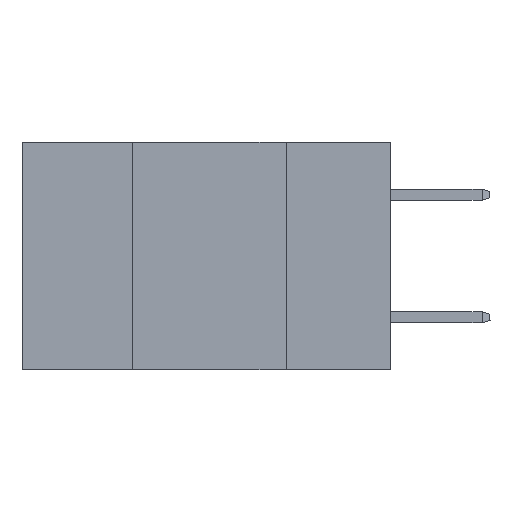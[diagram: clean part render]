
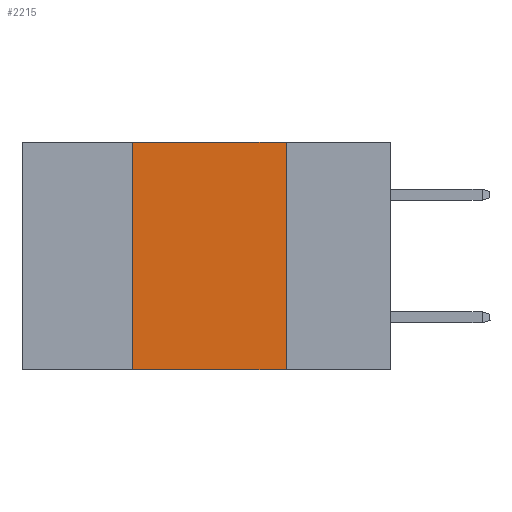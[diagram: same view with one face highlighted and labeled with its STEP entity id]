
A CAD part, left-side view. The second image highlights one B-rep face of the part: STEP entity #2215.
In plain terms, the highlighted planar face has unit normal (-1, 0, 0).
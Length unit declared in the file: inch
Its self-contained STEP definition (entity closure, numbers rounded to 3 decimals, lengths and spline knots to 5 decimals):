
#782 = VECTOR ( 'NONE', #29371, 39.37008 ) ;
#1459 = VERTEX_POINT ( 'NONE', #4377 ) ;
#2185 = DIRECTION ( 'NONE',  ( 0., 0., 1. ) ) ;
#2215 = ADVANCED_FACE ( 'NONE', ( #25821 ), #23467, .F. ) ;
#2915 = LINE ( 'NONE', #4226, #31553 ) ;
#3605 = VERTEX_POINT ( 'NONE', #6676 ) ;
#4226 = CARTESIAN_POINT ( 'NONE',  ( 0., 0.17, 0. ) ) ;
#4377 = CARTESIAN_POINT ( 'NONE',  ( 0., 0.42, 0. ) ) ;
#4760 = CARTESIAN_POINT ( 'NONE',  ( 0., 0.6, 0. ) ) ;
#6200 = EDGE_LOOP ( 'NONE', ( #27157, #20062, #6860, #10348 ) ) ;
#6365 = LINE ( 'NONE', #14366, #31398 ) ;
#6676 = CARTESIAN_POINT ( 'NONE',  ( 0., 0.17, 0. ) ) ;
#6860 = ORIENTED_EDGE ( 'NONE', *, *, #26399, .F. ) ;
#9039 = VERTEX_POINT ( 'NONE', #22828 ) ;
#9545 = CARTESIAN_POINT ( 'NONE',  ( 0., 0.17, -0.37 ) ) ;
#9562 = AXIS2_PLACEMENT_3D ( 'NONE', #15867, #23581, #11333 ) ;
#10348 = ORIENTED_EDGE ( 'NONE', *, *, #30027, .T. ) ;
#11333 = DIRECTION ( 'NONE',  ( 0., 0., -1. ) ) ;
#11653 = DIRECTION ( 'NONE',  ( 0., 0., -1. ) ) ;
#14366 = CARTESIAN_POINT ( 'NONE',  ( 0., 0.6, -0.37 ) ) ;
#15062 = VECTOR ( 'NONE', #2185, 39.37008 ) ;
#15867 = CARTESIAN_POINT ( 'NONE',  ( 0., 0.6, 0. ) ) ;
#19042 = VERTEX_POINT ( 'NONE', #9545 ) ;
#19412 = DIRECTION ( 'NONE',  ( 0., -1., 0. ) ) ;
#20062 = ORIENTED_EDGE ( 'NONE', *, *, #30763, .F. ) ;
#22828 = CARTESIAN_POINT ( 'NONE',  ( 0., 0.42, -0.37 ) ) ;
#23467 = PLANE ( 'NONE',  #9562 ) ;
#23581 = DIRECTION ( 'NONE',  ( 1., 0., 0. ) ) ;
#23721 = LINE ( 'NONE', #24855, #15062 ) ;
#24855 = CARTESIAN_POINT ( 'NONE',  ( 0., 0.42, 0. ) ) ;
#25821 = FACE_OUTER_BOUND ( 'NONE', #6200, .T. ) ;
#26399 = EDGE_CURVE ( 'NONE', #9039, #1459, #23721, .T. ) ;
#26855 = EDGE_CURVE ( 'NONE', #3605, #19042, #2915, .T. ) ;
#27157 = ORIENTED_EDGE ( 'NONE', *, *, #26855, .F. ) ;
#29371 = DIRECTION ( 'NONE',  ( 0., -1., 0. ) ) ;
#30027 = EDGE_CURVE ( 'NONE', #9039, #19042, #6365, .T. ) ;
#30763 = EDGE_CURVE ( 'NONE', #1459, #3605, #31758, .T. ) ;
#31398 = VECTOR ( 'NONE', #19412, 39.37008 ) ;
#31553 = VECTOR ( 'NONE', #11653, 39.37008 ) ;
#31758 = LINE ( 'NONE', #4760, #782 ) ;
